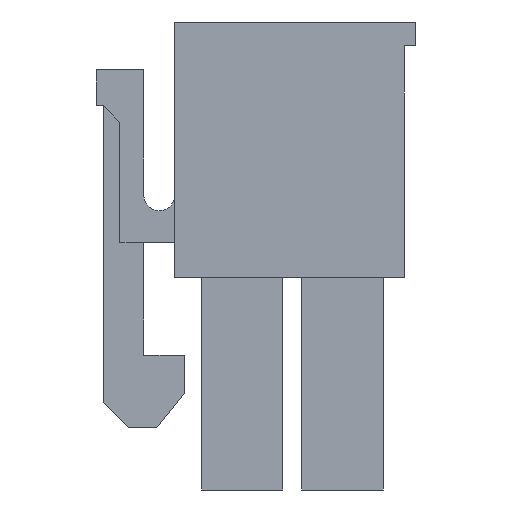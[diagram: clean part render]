
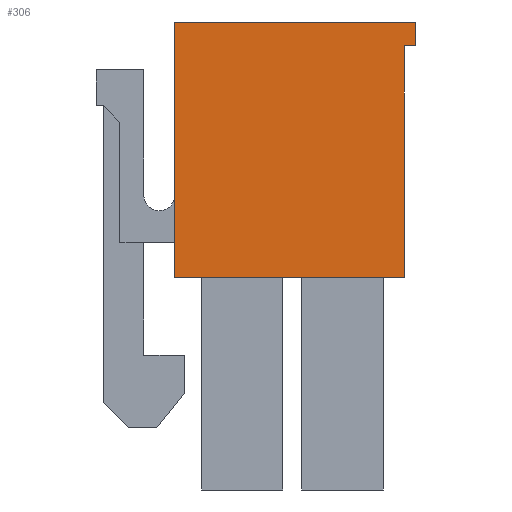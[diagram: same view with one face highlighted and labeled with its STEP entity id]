
A CAD part, left-side view. The second image highlights one B-rep face of the part: STEP entity #306.
In plain terms, the highlighted planar face has unit normal (-1, 0, 0).
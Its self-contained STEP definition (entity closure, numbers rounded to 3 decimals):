
#306 = ADVANCED_FACE( '', ( #687 ), #688, .T. );
#687 = FACE_OUTER_BOUND( '', #1146, .T. );
#688 = PLANE( '', #1147 );
#1146 = EDGE_LOOP( '', ( #2016, #2017, #2018, #2019, #2020, #2021 ) );
#1147 = AXIS2_PLACEMENT_3D( '', #2022, #2023, #2024 );
#2016 = ORIENTED_EDGE( '', *, *, #3031, .T. );
#2017 = ORIENTED_EDGE( '', *, *, #3114, .F. );
#2018 = ORIENTED_EDGE( '', *, *, #3115, .F. );
#2019 = ORIENTED_EDGE( '', *, *, #3116, .T. );
#2020 = ORIENTED_EDGE( '', *, *, #3117, .T. );
#2021 = ORIENTED_EDGE( '', *, *, #3118, .T. );
#2022 = CARTESIAN_POINT( '', ( -2.7, 0., 0. ) );
#2023 = DIRECTION( '', ( -1., 0., 0. ) );
#2024 = DIRECTION( '', ( 0., 0., 1. ) );
#3031 = EDGE_CURVE( '', #3749, #3747, #3750, .T. );
#3114 = EDGE_CURVE( '', #3867, #3747, #3868, .T. );
#3115 = EDGE_CURVE( '', #3869, #3867, #3870, .T. );
#3116 = EDGE_CURVE( '', #3869, #3871, #3872, .T. );
#3117 = EDGE_CURVE( '', #3871, #3873, #3874, .T. );
#3118 = EDGE_CURVE( '', #3873, #3749, #3875, .T. );
#3747 = VERTEX_POINT( '', #4741 );
#3749 = VERTEX_POINT( '', #4744 );
#3750 = LINE( '', #4745, #4746 );
#3867 = VERTEX_POINT( '', #4925 );
#3868 = LINE( '', #4926, #4927 );
#3869 = VERTEX_POINT( '', #4928 );
#3870 = LINE( '', #4929, #4930 );
#3871 = VERTEX_POINT( '', #4931 );
#3872 = LINE( '', #4932, #4933 );
#3873 = VERTEX_POINT( '', #4934 );
#3874 = LINE( '', #4935, #4936 );
#3875 = LINE( '', #4937, #4938 );
#4741 = CARTESIAN_POINT( '', ( -2.7, -4.8, 4.35 ) );
#4744 = CARTESIAN_POINT( '', ( -2.7, -4.8, -5.35 ) );
#4745 = CARTESIAN_POINT( '', ( -2.7, -4.8, -5.35 ) );
#4746 = VECTOR( '', #5480, 1000. );
#4925 = CARTESIAN_POINT( '', ( -2.7, -5.3, 4.35 ) );
#4926 = CARTESIAN_POINT( '', ( -2.7, -5.3, 4.35 ) );
#4927 = VECTOR( '', #5546, 1000. );
#4928 = CARTESIAN_POINT( '', ( -2.7, -5.3, 5.35 ) );
#4929 = CARTESIAN_POINT( '', ( -2.7, -5.3, 5.35 ) );
#4930 = VECTOR( '', #5547, 1000. );
#4931 = CARTESIAN_POINT( '', ( -2.7, 4.8, 5.35 ) );
#4932 = CARTESIAN_POINT( '', ( -2.7, -4.8, 5.35 ) );
#4933 = VECTOR( '', #5548, 1000. );
#4934 = CARTESIAN_POINT( '', ( -2.7, 4.8, -5.35 ) );
#4935 = CARTESIAN_POINT( '', ( -2.7, 4.8, 5.35 ) );
#4936 = VECTOR( '', #5549, 1000. );
#4937 = CARTESIAN_POINT( '', ( -2.7, 4.8, -5.35 ) );
#4938 = VECTOR( '', #5550, 1000. );
#5480 = DIRECTION( '', ( 0., 0., 1. ) );
#5546 = DIRECTION( '', ( 0., 1., 0. ) );
#5547 = DIRECTION( '', ( 0., 0., -1. ) );
#5548 = DIRECTION( '', ( 0., 1., 0. ) );
#5549 = DIRECTION( '', ( 0., 0., -1. ) );
#5550 = DIRECTION( '', ( 0., -1., 0. ) );
